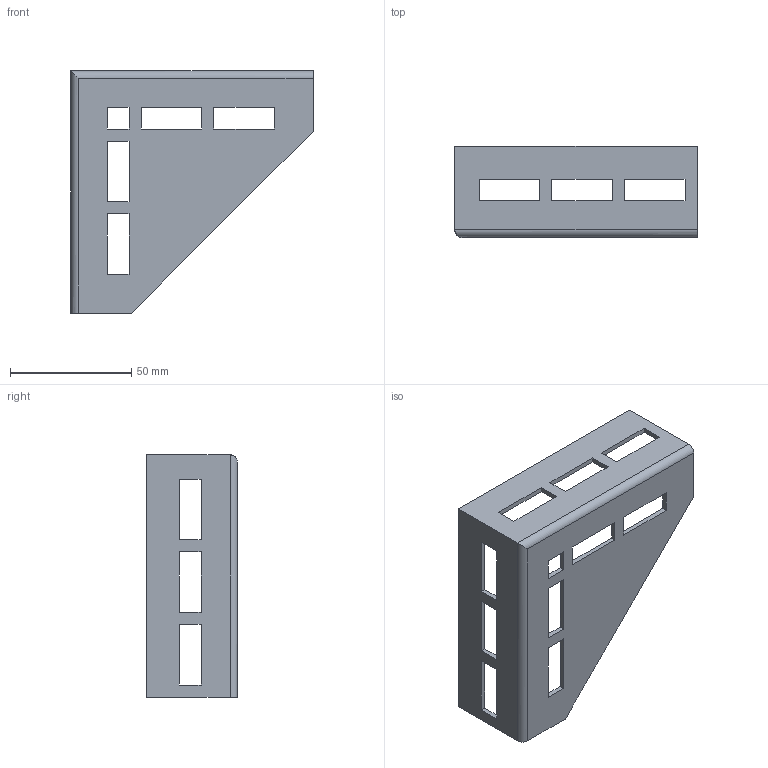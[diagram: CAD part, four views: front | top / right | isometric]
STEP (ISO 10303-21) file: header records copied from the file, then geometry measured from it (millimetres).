
FILE_DESCRIPTION((''),'2;1');
FILE_NAME('1268KD','2013-11-13T',('AndreasKeweloh'),(''),'PRO/ENGINEER BY PARAMETRIC TECHNOLOGY CORPORATION, 2012360','PRO/ENGINEER BY PARAMETRIC TECHNOLOGY CORPORATION, 2012360','');
FILE_SCHEMA(('CONFIG_CONTROL_DESIGN'));
Length unit declared in the file: millimetre
Products named in the file (1): 1268KD
Bounding box: 100 x 37.5 x 100 mm (x, y, z)
Volume: 23429.3 mm3; surface area: 25710.6 mm2
Topology: 1 solids, 1 shells, 58 faces, 166 edges, 110 vertices
Faces by surface type: plane 54, cylinder 4
Entity records: 1953 total; most frequent: CARTESIAN_POINT 351, ORIENTED_EDGE 332, DIRECTION 284, EDGE_CURVE 166, VECTOR 160, LINE 160, VERTEX_POINT 110, EDGE_LOOP 80
